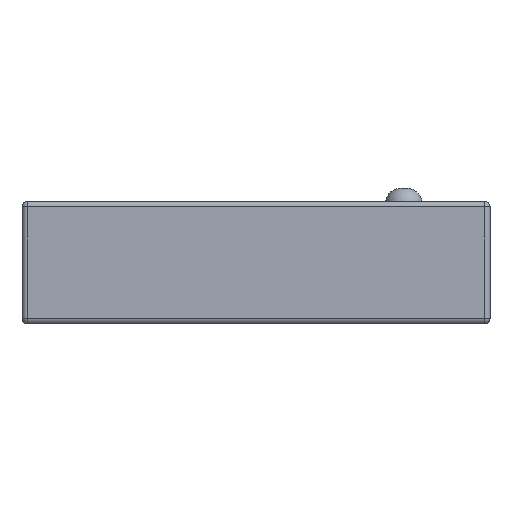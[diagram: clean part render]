
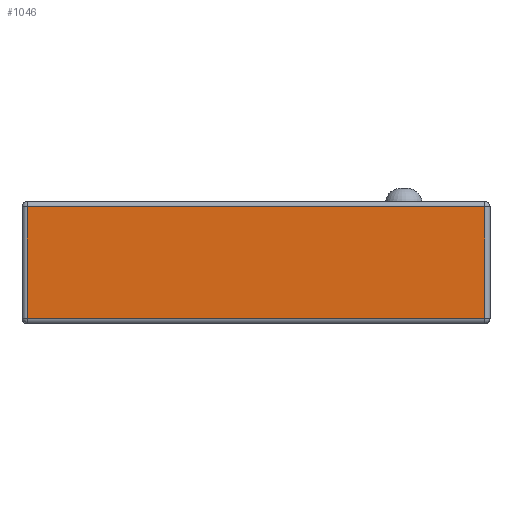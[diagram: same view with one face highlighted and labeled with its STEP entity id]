
A CAD part, front view. The second image highlights one B-rep face of the part: STEP entity #1046.
In plain terms, the highlighted planar face has unit normal (0, -1, 0).
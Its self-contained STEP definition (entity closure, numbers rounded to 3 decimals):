
#68 = DIRECTION ( 'NONE',  ( 0., 0., -1. ) ) ;
#89 = VERTEX_POINT ( 'NONE', #308 ) ;
#146 = CARTESIAN_POINT ( 'NONE',  ( -8.8, -9.3, 4.4 ) ) ;
#174 = CARTESIAN_POINT ( 'NONE',  ( 8.8, -9.3, 0.2 ) ) ;
#267 = AXIS2_PLACEMENT_3D ( 'NONE', #749, #2362, #2829 ) ;
#308 = CARTESIAN_POINT ( 'NONE',  ( 8.6, -9.3, 4.4 ) ) ;
#426 = CARTESIAN_POINT ( 'NONE',  ( -8.6, -9.3, 4.4 ) ) ;
#513 = LINE ( 'NONE', #146, #1041 ) ;
#538 = EDGE_CURVE ( 'NONE', #1412, #1263, #2426, .T. ) ;
#548 = DIRECTION ( 'NONE',  ( 0., 0., 1. ) ) ;
#558 = EDGE_LOOP ( 'NONE', ( #856, #1176, #2292, #970 ) ) ;
#749 = CARTESIAN_POINT ( 'NONE',  ( -8.8, -9.3, 4.6 ) ) ;
#755 = CARTESIAN_POINT ( 'NONE',  ( 8.6, -9.3, 4.6 ) ) ;
#856 = ORIENTED_EDGE ( 'NONE', *, *, #1711, .T. ) ;
#970 = ORIENTED_EDGE ( 'NONE', *, *, #1070, .T. ) ;
#1041 = VECTOR ( 'NONE', #2250, 1000. ) ;
#1046 = ADVANCED_FACE ( 'NONE', ( #1699 ), #1438, .F. ) ;
#1070 = EDGE_CURVE ( 'NONE', #2057, #89, #2387, .T. ) ;
#1176 = ORIENTED_EDGE ( 'NONE', *, *, #538, .T. ) ;
#1263 = VERTEX_POINT ( 'NONE', #1511 ) ;
#1338 = DIRECTION ( 'NONE',  ( 1., 0., 0. ) ) ;
#1412 = VERTEX_POINT ( 'NONE', #426 ) ;
#1435 = VECTOR ( 'NONE', #68, 1000. ) ;
#1438 = PLANE ( 'NONE',  #267 ) ;
#1502 = VECTOR ( 'NONE', #1338, 1000. ) ;
#1511 = CARTESIAN_POINT ( 'NONE',  ( -8.6, -9.3, 0.2 ) ) ;
#1575 = EDGE_CURVE ( 'NONE', #1263, #2057, #2711, .T. ) ;
#1699 = FACE_OUTER_BOUND ( 'NONE', #558, .T. ) ;
#1711 = EDGE_CURVE ( 'NONE', #89, #1412, #513, .T. ) ;
#1784 = VECTOR ( 'NONE', #548, 1000. ) ;
#2057 = VERTEX_POINT ( 'NONE', #2867 ) ;
#2250 = DIRECTION ( 'NONE',  ( -1., 0., 0. ) ) ;
#2292 = ORIENTED_EDGE ( 'NONE', *, *, #1575, .T. ) ;
#2362 = DIRECTION ( 'NONE',  ( 0., 1., 0. ) ) ;
#2387 = LINE ( 'NONE', #755, #1784 ) ;
#2426 = LINE ( 'NONE', #2883, #1435 ) ;
#2711 = LINE ( 'NONE', #174, #1502 ) ;
#2829 = DIRECTION ( 'NONE',  ( 0., 0., 1. ) ) ;
#2867 = CARTESIAN_POINT ( 'NONE',  ( 8.6, -9.3, 0.2 ) ) ;
#2883 = CARTESIAN_POINT ( 'NONE',  ( -8.6, -9.3, 4.6 ) ) ;
